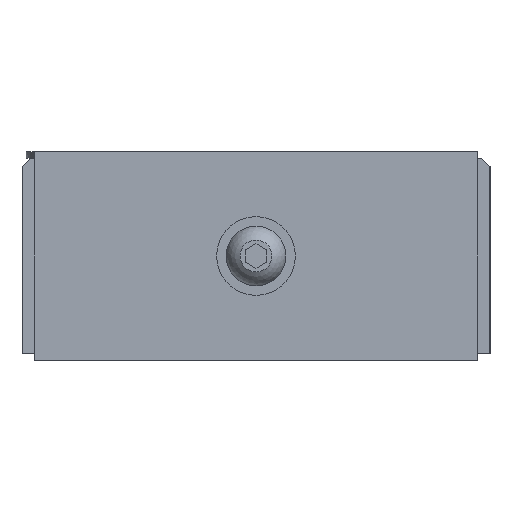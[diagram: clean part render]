
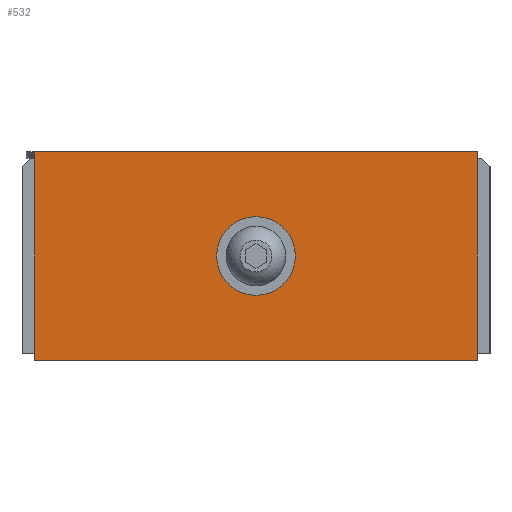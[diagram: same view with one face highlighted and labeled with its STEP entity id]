
A CAD part, left-side view. The second image highlights one B-rep face of the part: STEP entity #532.
In plain terms, the highlighted planar face has unit normal (-1, 0, 0).
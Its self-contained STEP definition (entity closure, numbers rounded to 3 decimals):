
#532 = ADVANCED_FACE( '', ( #1215, #1216 ), #1217, .F. );
#1215 = FACE_OUTER_BOUND( '', #1996, .T. );
#1216 = FACE_BOUND( '', #1997, .T. );
#1217 = PLANE( '', #1998 );
#1996 = EDGE_LOOP( '', ( #3333, #3334, #3335, #3336 ) );
#1997 = EDGE_LOOP( '', ( #3337 ) );
#1998 = AXIS2_PLACEMENT_3D( '', #3338, #3339, #3340 );
#3333 = ORIENTED_EDGE( '', *, *, #3937, .F. );
#3334 = ORIENTED_EDGE( '', *, *, #4343, .F. );
#3335 = ORIENTED_EDGE( '', *, *, #4325, .F. );
#3336 = ORIENTED_EDGE( '', *, *, #4050, .F. );
#3337 = ORIENTED_EDGE( '', *, *, #4162, .F. );
#3338 = CARTESIAN_POINT( '', ( -106., 52., 47.5 ) );
#3339 = DIRECTION( '', ( 1., 0., 0. ) );
#3340 = DIRECTION( '', ( 0., 0., 1. ) );
#3937 = EDGE_CURVE( '', #4604, #4606, #4607, .T. );
#4050 = EDGE_CURVE( '', #4606, #4793, #4794, .T. );
#4162 = EDGE_CURVE( '', #4975, #4975, #4976, .F. );
#4325 = EDGE_CURVE( '', #4793, #5201, #5202, .T. );
#4343 = EDGE_CURVE( '', #5201, #4604, #5223, .T. );
#4604 = VERTEX_POINT( '', #5544 );
#4606 = VERTEX_POINT( '', #5547 );
#4607 = LINE( '', #5548, #5549 );
#4793 = VERTEX_POINT( '', #5786 );
#4794 = LINE( '', #5787, #5788 );
#4975 = VERTEX_POINT( '', #6032 );
#4976 = CIRCLE( '', #6033, 9.25 );
#5201 = VERTEX_POINT( '', #6518 );
#5202 = LINE( '', #6519, #6520 );
#5223 = LINE( '', #6547, #6548 );
#5544 = CARTESIAN_POINT( '', ( -106., 52., -1.5 ) );
#5547 = CARTESIAN_POINT( '', ( -106., 52., 47.5 ) );
#5548 = CARTESIAN_POINT( '', ( -106., 52., -1.5 ) );
#5549 = VECTOR( '', #6811, 1000. );
#5786 = CARTESIAN_POINT( '', ( -106., -52., 47.5 ) );
#5787 = CARTESIAN_POINT( '', ( -106., 52., 47.5 ) );
#5788 = VECTOR( '', #6959, 1000. );
#6032 = CARTESIAN_POINT( '', ( -106., 0., 13.75 ) );
#6033 = AXIS2_PLACEMENT_3D( '', #7105, #7106, #7107 );
#6518 = CARTESIAN_POINT( '', ( -106., -52., -1.5 ) );
#6519 = CARTESIAN_POINT( '', ( -106., -52., 47.5 ) );
#6520 = VECTOR( '', #7298, 1000. );
#6547 = CARTESIAN_POINT( '', ( -106., -52., -1.5 ) );
#6548 = VECTOR( '', #7314, 1000. );
#6811 = DIRECTION( '', ( 0., 0., 1. ) );
#6959 = DIRECTION( '', ( 0., -1., 0. ) );
#7105 = CARTESIAN_POINT( '', ( -106., 0., 23. ) );
#7106 = DIRECTION( '', ( 1., 0., 0. ) );
#7107 = DIRECTION( '', ( 0., 0., -1. ) );
#7298 = DIRECTION( '', ( 0., 0., -1. ) );
#7314 = DIRECTION( '', ( 0., 1., 0. ) );
